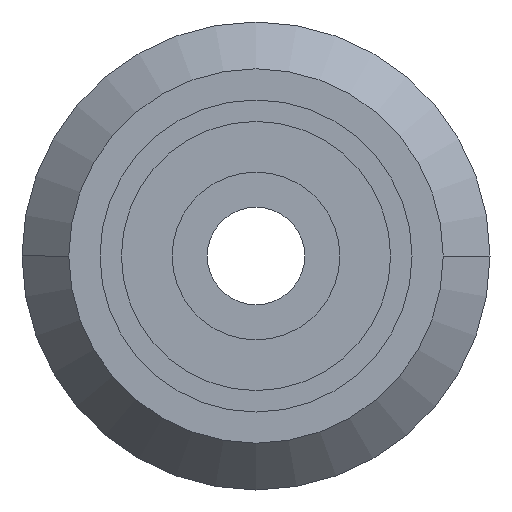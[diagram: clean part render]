
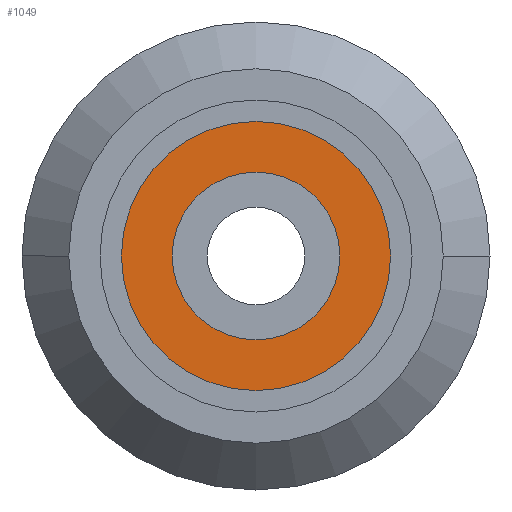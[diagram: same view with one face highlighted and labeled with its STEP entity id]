
A CAD part, front view. The second image highlights one B-rep face of the part: STEP entity #1049.
In plain terms, the highlighted face is planar.
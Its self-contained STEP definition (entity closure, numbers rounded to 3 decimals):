
#10 = CARTESIAN_POINT ( 'NONE',  ( 0., 0., -2.15 ) ) ;
#62 = DIRECTION ( 'NONE',  ( 0., 0., 1. ) ) ;
#79 = EDGE_LOOP ( 'NONE', ( #838, #932 ) ) ;
#103 = CARTESIAN_POINT ( 'NONE',  ( 0., 0., -2.15 ) ) ;
#114 = DIRECTION ( 'NONE',  ( 0., 0., 1. ) ) ;
#163 = AXIS2_PLACEMENT_3D ( 'NONE', #925, #1249, #1151 ) ;
#180 = ORIENTED_EDGE ( 'NONE', *, *, #1268, .F. ) ;
#298 = CIRCLE ( 'NONE', #762, 4.3 ) ;
#302 = DIRECTION ( 'NONE',  ( 1., 0., 0. ) ) ;
#376 = CIRCLE ( 'NONE', #886, 6.9 ) ;
#379 = FACE_BOUND ( 'NONE', #79, .T. ) ;
#387 = AXIS2_PLACEMENT_3D ( 'NONE', #1323, #62, #778 ) ;
#405 = DIRECTION ( 'NONE',  ( 1., 0., 0. ) ) ;
#409 = EDGE_LOOP ( 'NONE', ( #180, #751 ) ) ;
#410 = CARTESIAN_POINT ( 'NONE',  ( -6.9, 0., -2.15 ) ) ;
#487 = EDGE_CURVE ( 'NONE', #580, #609, #1102, .T. ) ;
#525 = EDGE_CURVE ( 'NONE', #843, #721, #1048, .T. ) ;
#580 = VERTEX_POINT ( 'NONE', #1273 ) ;
#609 = VERTEX_POINT ( 'NONE', #850 ) ;
#656 = CARTESIAN_POINT ( 'NONE',  ( 6.9, 0., -2.15 ) ) ;
#721 = VERTEX_POINT ( 'NONE', #656 ) ;
#724 = CARTESIAN_POINT ( 'NONE',  ( 0., 0., -2.15 ) ) ;
#725 = DIRECTION ( 'NONE',  ( 0., 0., 1. ) ) ;
#751 = ORIENTED_EDGE ( 'NONE', *, *, #525, .F. ) ;
#762 = AXIS2_PLACEMENT_3D ( 'NONE', #724, #813, #302 ) ;
#778 = DIRECTION ( 'NONE',  ( 1., 0., 0. ) ) ;
#813 = DIRECTION ( 'NONE',  ( 0., 0., 1. ) ) ;
#827 = DIRECTION ( 'NONE',  ( 1., 0., 0. ) ) ;
#838 = ORIENTED_EDGE ( 'NONE', *, *, #1244, .T. ) ;
#843 = VERTEX_POINT ( 'NONE', #410 ) ;
#850 = CARTESIAN_POINT ( 'NONE',  ( 4.3, 0., -2.15 ) ) ;
#886 = AXIS2_PLACEMENT_3D ( 'NONE', #103, #114, #827 ) ;
#925 = CARTESIAN_POINT ( 'NONE',  ( 0., 0., -2.15 ) ) ;
#932 = ORIENTED_EDGE ( 'NONE', *, *, #487, .T. ) ;
#1048 = CIRCLE ( 'NONE', #1356, 6.9 ) ;
#1049 = ADVANCED_FACE ( 'NONE', ( #1231, #379 ), #1205, .F. ) ;
#1102 = CIRCLE ( 'NONE', #163, 4.3 ) ;
#1151 = DIRECTION ( 'NONE',  ( 1., 0., 0. ) ) ;
#1205 = PLANE ( 'NONE',  #387 ) ;
#1231 = FACE_OUTER_BOUND ( 'NONE', #409, .T. ) ;
#1244 = EDGE_CURVE ( 'NONE', #609, #580, #298, .T. ) ;
#1249 = DIRECTION ( 'NONE',  ( 0., 0., 1. ) ) ;
#1268 = EDGE_CURVE ( 'NONE', #721, #843, #376, .T. ) ;
#1273 = CARTESIAN_POINT ( 'NONE',  ( -4.3, 0., -2.15 ) ) ;
#1323 = CARTESIAN_POINT ( 'NONE',  ( 0., 6.9, -2.15 ) ) ;
#1356 = AXIS2_PLACEMENT_3D ( 'NONE', #10, #725, #405 ) ;
